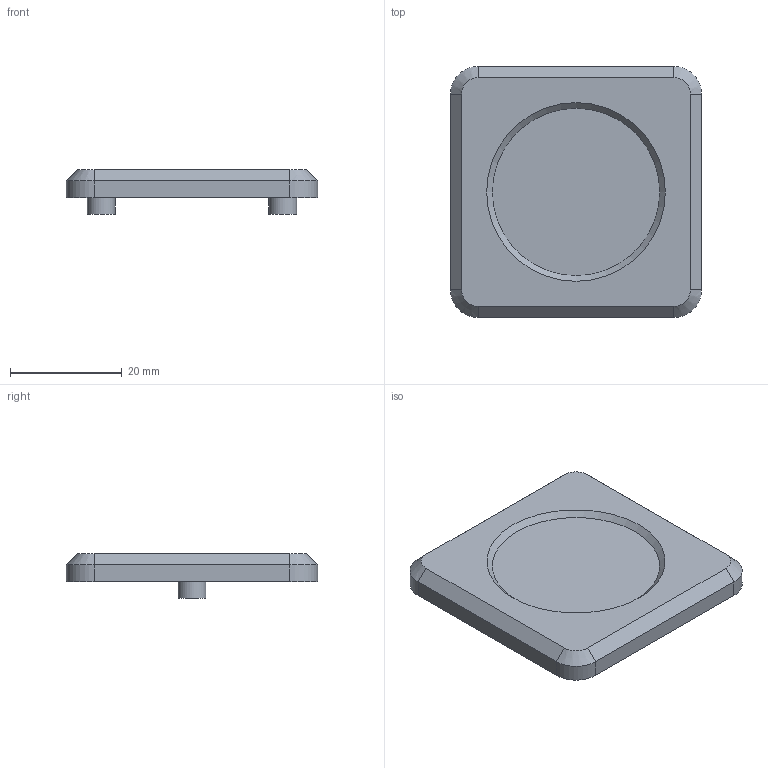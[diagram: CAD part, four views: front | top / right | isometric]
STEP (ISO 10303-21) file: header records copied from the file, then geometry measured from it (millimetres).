
FILE_DESCRIPTION(/* description */ (''),/* implementation_level */ '2;1');
FILE_NAME(/* name */ 'Top.stp',/* time_stamp */ '2025-03-05T11:25:34+01:00',/* author */ ('Marcu'),/* organization */ (''),/* preprocessor_version */ 'ST-DEVELOPER v20',/* originating_system */ 'Autodesk Inventor 2025',/* authorisation */ '');
FILE_SCHEMA (('AUTOMOTIVE_DESIGN { 1 0 10303 214 3 1 1 }'));
Length unit declared in the file: millimetre
Products named in the file (1): Top
Bounding box: 45 x 45 x 8 mm (x, y, z)
Volume: 9046 mm3; surface area: 4792.7 mm2
Topology: 1 solids, 1 shells, 24 faces, 49 edges, 30 vertices
Faces by surface type: plane 13, cylinder 6, cone 5
Full cylindrical faces by diameter (mm): 5 x2
Entity records: 670 total; most frequent: DIRECTION 117, CARTESIAN_POINT 104, ORIENTED_EDGE 98, EDGE_CURVE 49, AXIS2_PLACEMENT_3D 43, LINE 31, VECTOR 31, VERTEX_POINT 30
